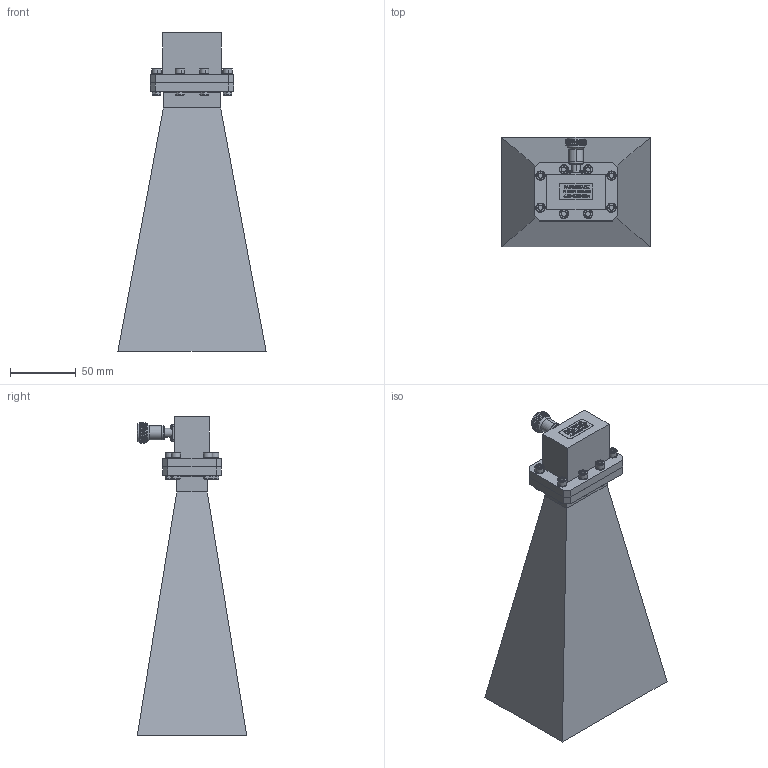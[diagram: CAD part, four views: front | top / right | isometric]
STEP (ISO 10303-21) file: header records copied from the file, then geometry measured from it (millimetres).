
FILE_DESCRIPTION (( 'STEP AP214' ), '1' );
FILE_NAME ('PE9860-NF-15.STEP', '2017-06-15T15:57:52', ( '' ), ( '' ), 'SwSTEP 2.0', 'SolidWorks 2014', '' );
FILE_SCHEMA (( 'AUTOMOTIVE_DESIGN' ));
Length unit declared in the file: inch
Products named in the file (5): Copy of Hex Screw^PE9860-NF-15; Copy of Nut^PE9860-NF-15; PE9860-15; PE9821; PE9860-NF-15
Assembly tree (18 placements, depth 2):
  PE9860-NF-15
    PE9860-15
    PE9821
    Copy of Hex Screw^PE9860-NF-15  x8
    Copy of Nut^PE9860-NF-15  x8
Bounding box: 112.52 x 83.06 x 242.06 mm (x, y, z)
Volume: 122577.8 mm3; surface area: 129667.1 mm2
Topology: 24 solids, 32 shells, 1090 faces, 2860 edges, 1934 vertices
Faces by surface type: plane 376, cylinder 367, cone 288, bspline 55, torus 4
Entity records: 32666 total; most frequent: CARTESIAN_POINT 12717, ORIENTED_EDGE 3626, DIRECTION 2639, EDGE_CURVE 1813, VERTEX_POINT 1318, AXIS2_PLACEMENT_3D 939, VECTOR 761, LINE 761
